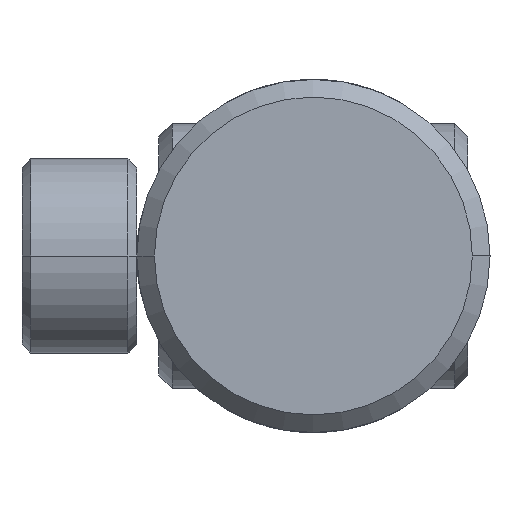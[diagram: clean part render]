
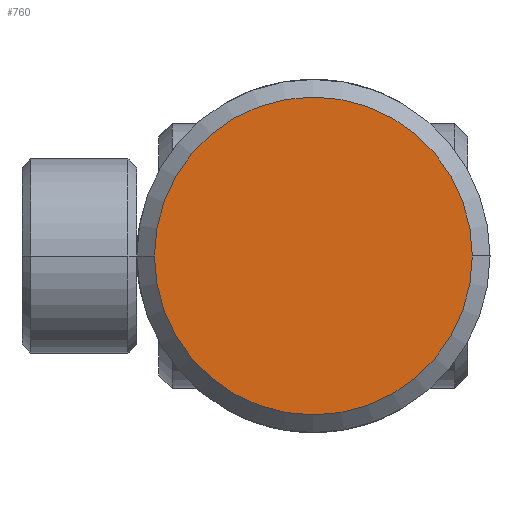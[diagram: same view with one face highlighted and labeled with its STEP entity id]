
A CAD part, left-side view. The second image highlights one B-rep face of the part: STEP entity #760.
In plain terms, the highlighted planar face has unit normal (-1, 0, 0).
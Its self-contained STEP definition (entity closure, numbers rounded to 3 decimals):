
#127 = PLANE ( 'NONE',  #1962 ) ;
#233 = CARTESIAN_POINT ( 'NONE',  ( 0., 18., 0. ) ) ;
#239 = VERTEX_POINT ( 'NONE', #233 ) ;
#351 = ORIENTED_EDGE ( 'NONE', *, *, #764, .F. ) ;
#469 = CIRCLE ( 'NONE', #3115, 18. ) ;
#720 = DIRECTION ( 'NONE',  ( -1., 0., 0. ) ) ;
#760 = ADVANCED_FACE ( 'NONE', ( #1222 ), #127, .T. ) ;
#764 = EDGE_CURVE ( 'NONE', #239, #3882, #469, .T. ) ;
#1037 = CARTESIAN_POINT ( 'NONE',  ( 0., 0., 0. ) ) ;
#1107 = CARTESIAN_POINT ( 'NONE',  ( 0., 0., 0. ) ) ;
#1222 = FACE_OUTER_BOUND ( 'NONE', #2788, .T. ) ;
#1611 = AXIS2_PLACEMENT_3D ( 'NONE', #1107, #2266, #2072 ) ;
#1962 = AXIS2_PLACEMENT_3D ( 'NONE', #1037, #720, #2353 ) ;
#2072 = DIRECTION ( 'NONE',  ( 0., 1., 0. ) ) ;
#2098 = DIRECTION ( 'NONE',  ( 1., 0., 0. ) ) ;
#2266 = DIRECTION ( 'NONE',  ( 1., 0., 0. ) ) ;
#2353 = DIRECTION ( 'NONE',  ( 0., -1., 0. ) ) ;
#2422 = CIRCLE ( 'NONE', #1611, 18. ) ;
#2584 = EDGE_CURVE ( 'NONE', #3882, #239, #2422, .T. ) ;
#2606 = DIRECTION ( 'NONE',  ( 0., 1., 0. ) ) ;
#2788 = EDGE_LOOP ( 'NONE', ( #351, #3409 ) ) ;
#3115 = AXIS2_PLACEMENT_3D ( 'NONE', #3571, #2098, #2606 ) ;
#3363 = CARTESIAN_POINT ( 'NONE',  ( 0., -18., 0. ) ) ;
#3409 = ORIENTED_EDGE ( 'NONE', *, *, #2584, .F. ) ;
#3571 = CARTESIAN_POINT ( 'NONE',  ( 0., 0., 0. ) ) ;
#3882 = VERTEX_POINT ( 'NONE', #3363 ) ;
